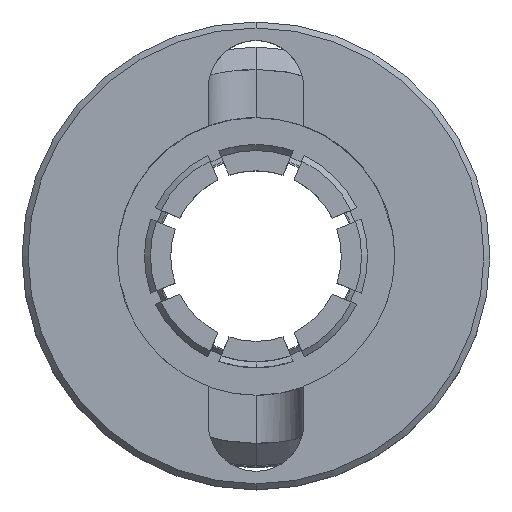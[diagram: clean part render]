
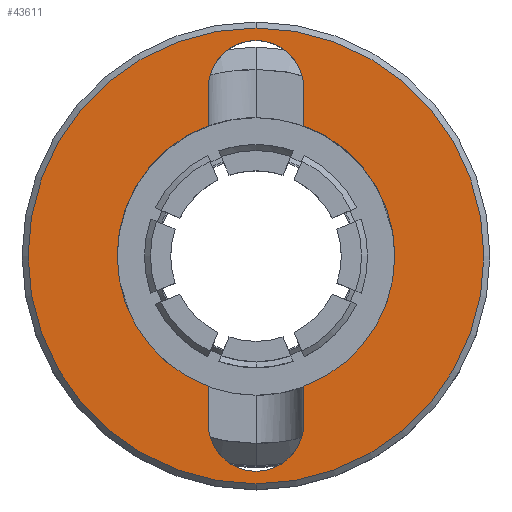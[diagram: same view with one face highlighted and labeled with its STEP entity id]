
A CAD part, top view. The second image highlights one B-rep face of the part: STEP entity #43611.
In plain terms, the highlighted planar face has unit normal (0, 0, 1).
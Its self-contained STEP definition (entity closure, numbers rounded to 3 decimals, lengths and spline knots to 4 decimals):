
#1618 = VERTEX_POINT ( 'NONE', #70921 ) ;
#5748 = CIRCLE ( 'NONE', #63880, 3.81 ) ;
#6843 = CARTESIAN_POINT ( 'NONE',  ( -0.8, -2.1777, 20.45 ) ) ;
#8359 = CARTESIAN_POINT ( 'NONE',  ( 0., 2.32, 20.45 ) ) ;
#8459 = EDGE_CURVE ( 'NONE', #134415, #1618, #159945, .T. ) ;
#9338 = VERTEX_POINT ( 'NONE', #160263 ) ;
#10634 = EDGE_CURVE ( 'NONE', #59748, #50056, #14670, .T. ) ;
#10766 = AXIS2_PLACEMENT_3D ( 'NONE', #44968, #70629, #94590 ) ;
#12084 = ORIENTED_EDGE ( 'NONE', *, *, #18150, .F. ) ;
#14670 = LINE ( 'NONE', #90689, #104003 ) ;
#17612 = CIRCLE ( 'NONE', #59799, 2.32 ) ;
#18150 = EDGE_CURVE ( 'NONE', #58869, #134415, #95696, .T. ) ;
#18276 = CARTESIAN_POINT ( 'NONE',  ( 0., 2.8, 20.45 ) ) ;
#19685 = DIRECTION ( 'NONE',  ( 0., -1., 0. ) ) ;
#20009 = DIRECTION ( 'NONE',  ( 0., -1., 0. ) ) ;
#21573 = FACE_OUTER_BOUND ( 'NONE', #129412, .T. ) ;
#21885 = LINE ( 'NONE', #135111, #24702 ) ;
#23449 = DIRECTION ( 'NONE',  ( 0., 1., 0. ) ) ;
#23926 = EDGE_CURVE ( 'NONE', #60643, #58869, #81661, .T. ) ;
#24702 = VECTOR ( 'NONE', #63133, 1000. ) ;
#26936 = CARTESIAN_POINT ( 'NONE',  ( 0.8, -2.8, 20.45 ) ) ;
#29095 = CARTESIAN_POINT ( 'NONE',  ( 0., 0., 20.45 ) ) ;
#29352 = DIRECTION ( 'NONE',  ( 0., 0., 1. ) ) ;
#29843 = EDGE_CURVE ( 'NONE', #149580, #9338, #88237, .T. ) ;
#30328 = AXIS2_PLACEMENT_3D ( 'NONE', #18276, #130672, #142264 ) ;
#30540 = ORIENTED_EDGE ( 'NONE', *, *, #10634, .F. ) ;
#36641 = CARTESIAN_POINT ( 'NONE',  ( 0.8, -2.8, 20.45 ) ) ;
#36814 = CARTESIAN_POINT ( 'NONE',  ( -0.8, -2.8, 20.45 ) ) ;
#41223 = DIRECTION ( 'NONE',  ( 0., 0., 1. ) ) ;
#43611 = ADVANCED_FACE ( 'NONE', ( #21573, #158874 ), #122402, .T. ) ;
#44968 = CARTESIAN_POINT ( 'NONE',  ( 0., 0., 20.45 ) ) ;
#46097 = CARTESIAN_POINT ( 'NONE',  ( -0.8, 2.32, 20.45 ) ) ;
#46408 = DIRECTION ( 'NONE',  ( 0., 0., 1. ) ) ;
#48135 = ORIENTED_EDGE ( 'NONE', *, *, #29843, .T. ) ;
#49400 = EDGE_LOOP ( 'NONE', ( #30540, #62692, #72779, #12084, #147889, #130033, #144457, #133509 ) ) ;
#50056 = VERTEX_POINT ( 'NONE', #95045 ) ;
#53408 = DIRECTION ( 'NONE',  ( 0., 1., 0. ) ) ;
#55400 = CARTESIAN_POINT ( 'NONE',  ( 0., -3.81, 20.45 ) ) ;
#58865 = CARTESIAN_POINT ( 'NONE',  ( -0.8, 2.8, 20.45 ) ) ;
#58869 = VERTEX_POINT ( 'NONE', #36814 ) ;
#59748 = VERTEX_POINT ( 'NONE', #64288 ) ;
#59799 = AXIS2_PLACEMENT_3D ( 'NONE', #140242, #65821, #53408 ) ;
#60643 = VERTEX_POINT ( 'NONE', #6843 ) ;
#62692 = ORIENTED_EDGE ( 'NONE', *, *, #142397, .T. ) ;
#63133 = DIRECTION ( 'NONE',  ( 0., -1., 0. ) ) ;
#63880 = AXIS2_PLACEMENT_3D ( 'NONE', #29095, #153960, #79494 ) ;
#64288 = CARTESIAN_POINT ( 'NONE',  ( 0.8, 2.1777, 20.45 ) ) ;
#65821 = DIRECTION ( 'NONE',  ( 0., 0., -1. ) ) ;
#70629 = DIRECTION ( 'NONE',  ( 0., 0., -1. ) ) ;
#70921 = CARTESIAN_POINT ( 'NONE',  ( 0.8, -2.1777, 20.45 ) ) ;
#72779 = ORIENTED_EDGE ( 'NONE', *, *, #8459, .F. ) ;
#75243 = ORIENTED_EDGE ( 'NONE', *, *, #89453, .T. ) ;
#78278 = DIRECTION ( 'NONE',  ( 0., 1., 0. ) ) ;
#79494 = DIRECTION ( 'NONE',  ( 0., -1., 0. ) ) ;
#81661 = LINE ( 'NONE', #46097, #110986 ) ;
#82050 = CIRCLE ( 'NONE', #10766, 2.32 ) ;
#84666 = VECTOR ( 'NONE', #23449, 1000. ) ;
#88237 = CIRCLE ( 'NONE', #96160, 3.81 ) ;
#89453 = EDGE_CURVE ( 'NONE', #9338, #149580, #5748, .T. ) ;
#90689 = CARTESIAN_POINT ( 'NONE',  ( 0.8, 2.32, 20.45 ) ) ;
#90841 = AXIS2_PLACEMENT_3D ( 'NONE', #8359, #46408, #20009 ) ;
#94590 = DIRECTION ( 'NONE',  ( 0., 1., 0. ) ) ;
#95045 = CARTESIAN_POINT ( 'NONE',  ( 0.8, 2.8, 20.45 ) ) ;
#95278 = CARTESIAN_POINT ( 'NONE',  ( -0.8, 2.1777, 20.45 ) ) ;
#95696 = CIRCLE ( 'NONE', #106191, 0.8 ) ;
#96160 = AXIS2_PLACEMENT_3D ( 'NONE', #142621, #29352, #120273 ) ;
#101573 = CIRCLE ( 'NONE', #30328, 0.8 ) ;
#101887 = EDGE_CURVE ( 'NONE', #135018, #102258, #21885, .T. ) ;
#102258 = VERTEX_POINT ( 'NONE', #95278 ) ;
#104003 = VECTOR ( 'NONE', #78278, 1000. ) ;
#106191 = AXIS2_PLACEMENT_3D ( 'NONE', #145945, #41223, #147582 ) ;
#110986 = VECTOR ( 'NONE', #19685, 1000. ) ;
#120273 = DIRECTION ( 'NONE',  ( 0., -1., 0. ) ) ;
#122402 = PLANE ( 'NONE',  #90841 ) ;
#129412 = EDGE_LOOP ( 'NONE', ( #75243, #48135 ) ) ;
#130033 = ORIENTED_EDGE ( 'NONE', *, *, #159219, .T. ) ;
#130672 = DIRECTION ( 'NONE',  ( 0., 0., 1. ) ) ;
#133509 = ORIENTED_EDGE ( 'NONE', *, *, #141565, .F. ) ;
#134415 = VERTEX_POINT ( 'NONE', #26936 ) ;
#135018 = VERTEX_POINT ( 'NONE', #58865 ) ;
#135111 = CARTESIAN_POINT ( 'NONE',  ( -0.8, -2.8, 20.45 ) ) ;
#140242 = CARTESIAN_POINT ( 'NONE',  ( 0., 0., 20.45 ) ) ;
#141565 = EDGE_CURVE ( 'NONE', #50056, #135018, #101573, .T. ) ;
#142264 = DIRECTION ( 'NONE',  ( 1., 0., 0. ) ) ;
#142397 = EDGE_CURVE ( 'NONE', #59748, #1618, #17612, .T. ) ;
#142621 = CARTESIAN_POINT ( 'NONE',  ( 0., 0., 20.45 ) ) ;
#144457 = ORIENTED_EDGE ( 'NONE', *, *, #101887, .F. ) ;
#145945 = CARTESIAN_POINT ( 'NONE',  ( 0., -2.8, 20.45 ) ) ;
#147582 = DIRECTION ( 'NONE',  ( 1., 0., 0. ) ) ;
#147889 = ORIENTED_EDGE ( 'NONE', *, *, #23926, .F. ) ;
#149580 = VERTEX_POINT ( 'NONE', #55400 ) ;
#153960 = DIRECTION ( 'NONE',  ( 0., 0., 1. ) ) ;
#158874 = FACE_BOUND ( 'NONE', #49400, .T. ) ;
#159219 = EDGE_CURVE ( 'NONE', #60643, #102258, #82050, .T. ) ;
#159945 = LINE ( 'NONE', #36641, #84666 ) ;
#160263 = CARTESIAN_POINT ( 'NONE',  ( 0., 3.81, 20.45 ) ) ;
